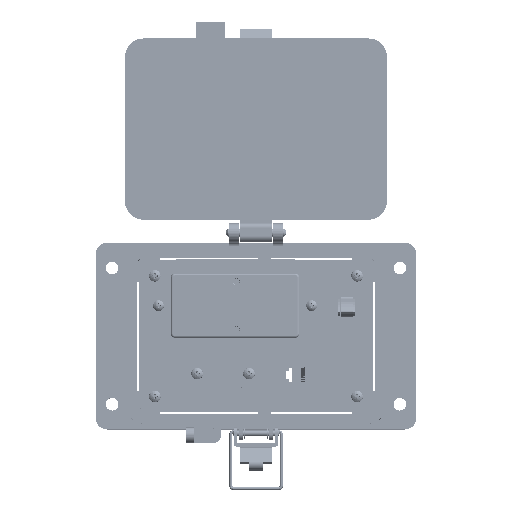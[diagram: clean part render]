
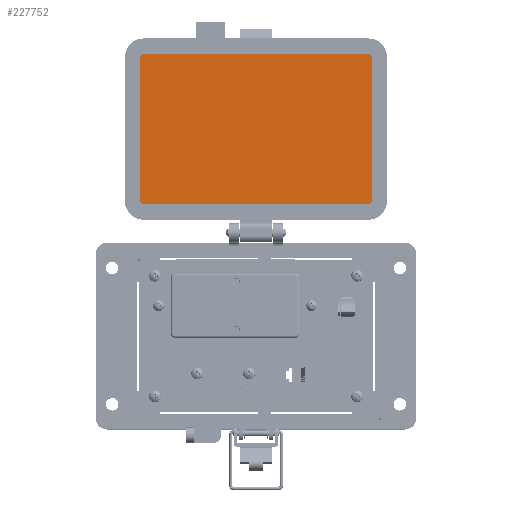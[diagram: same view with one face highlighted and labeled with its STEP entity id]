
A CAD part, top view. The second image highlights one B-rep face of the part: STEP entity #227752.
In plain terms, the highlighted planar face has unit normal (0, 0, 1).
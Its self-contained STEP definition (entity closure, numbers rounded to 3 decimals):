
#537 = VERTEX_POINT ( 'NONE', #89756 ) ;
#2780 = AXIS2_PLACEMENT_3D ( 'NONE', #163303, #5992, #84616 ) ;
#5198 = CARTESIAN_POINT ( 'NONE',  ( -57.72, 145.119, 8.694 ) ) ;
#5992 = DIRECTION ( 'NONE',  ( 0., 0., -1. ) ) ;
#7160 = VERTEX_POINT ( 'NONE', #124577 ) ;
#7466 = ORIENTED_EDGE ( 'NONE', *, *, #29451, .F. ) ;
#11313 = EDGE_CURVE ( 'NONE', #7160, #100657, #249703, .T. ) ;
#13235 = DIRECTION ( 'NONE',  ( 0., 0., 1. ) ) ;
#28542 = VECTOR ( 'NONE', #45922, 1000. ) ;
#28823 = LINE ( 'NONE', #149922, #193250 ) ;
#29451 = EDGE_CURVE ( 'NONE', #66125, #52344, #186374, .T. ) ;
#29854 = DIRECTION ( 'NONE',  ( 0., 0., -1. ) ) ;
#33727 = CARTESIAN_POINT ( 'NONE',  ( -59.505, 143.334, 8.694 ) ) ;
#33983 = VERTEX_POINT ( 'NONE', #70750 ) ;
#45922 = DIRECTION ( 'NONE',  ( 1., 0., 0. ) ) ;
#47841 = DIRECTION ( 'NONE',  ( -1., 0., 0. ) ) ;
#50439 = DIRECTION ( 'NONE',  ( 0., -1., 0. ) ) ;
#52344 = VERTEX_POINT ( 'NONE', #158053 ) ;
#53051 = DIRECTION ( 'NONE',  ( 0., 1., 0. ) ) ;
#66125 = VERTEX_POINT ( 'NONE', #5198 ) ;
#69629 = CIRCLE ( 'NONE', #77878, 1.785 ) ;
#69682 = EDGE_CURVE ( 'NONE', #52344, #236807, #130341, .T. ) ;
#70750 = CARTESIAN_POINT ( 'NONE',  ( -59.505, 69.55, 8.694 ) ) ;
#72409 = LINE ( 'NONE', #33727, #224794 ) ;
#73245 = AXIS2_PLACEMENT_3D ( 'NONE', #90592, #13235, #247871 ) ;
#77435 = EDGE_CURVE ( 'NONE', #236807, #7160, #28823, .T. ) ;
#77878 = AXIS2_PLACEMENT_3D ( 'NONE', #134464, #251767, #157622 ) ;
#79095 = CARTESIAN_POINT ( 'NONE',  ( 59.502, 143.334, 8.694 ) ) ;
#81679 = DIRECTION ( 'NONE',  ( 0., -1., 0. ) ) ;
#84616 = DIRECTION ( 'NONE',  ( 0., -1., 0. ) ) ;
#85351 = EDGE_CURVE ( 'NONE', #162512, #66125, #157135, .T. ) ;
#89756 = CARTESIAN_POINT ( 'NONE',  ( -57.72, 67.765, 8.694 ) ) ;
#90592 = CARTESIAN_POINT ( 'NONE',  ( -30.745, 145.119, 8.694 ) ) ;
#92774 = VECTOR ( 'NONE', #47841, 1000. ) ;
#100657 = VERTEX_POINT ( 'NONE', #160695 ) ;
#101640 = AXIS2_PLACEMENT_3D ( 'NONE', #225828, #29854, #50439 ) ;
#107439 = DIRECTION ( 'NONE',  ( 0., -1., 0. ) ) ;
#108408 = LINE ( 'NONE', #202596, #92774 ) ;
#111842 = AXIS2_PLACEMENT_3D ( 'NONE', #115231, #137134, #81679 ) ;
#112439 = FACE_OUTER_BOUND ( 'NONE', #167241, .T. ) ;
#114531 = ORIENTED_EDGE ( 'NONE', *, *, #85351, .F. ) ;
#115231 = CARTESIAN_POINT ( 'NONE',  ( -57.72, 143.334, 8.694 ) ) ;
#124577 = CARTESIAN_POINT ( 'NONE',  ( 59.502, 69.55, 8.694 ) ) ;
#130341 = CIRCLE ( 'NONE', #101640, 1.785 ) ;
#134464 = CARTESIAN_POINT ( 'NONE',  ( -57.72, 69.55, 8.694 ) ) ;
#137134 = DIRECTION ( 'NONE',  ( 0., 0., -1. ) ) ;
#140042 = ORIENTED_EDGE ( 'NONE', *, *, #243826, .F. ) ;
#149922 = CARTESIAN_POINT ( 'NONE',  ( 59.502, 69.55, 8.694 ) ) ;
#152443 = PLANE ( 'NONE',  #73245 ) ;
#157135 = CIRCLE ( 'NONE', #111842, 1.785 ) ;
#157622 = DIRECTION ( 'NONE',  ( 0., -1., 0. ) ) ;
#157796 = ORIENTED_EDGE ( 'NONE', *, *, #158522, .F. ) ;
#158053 = CARTESIAN_POINT ( 'NONE',  ( 57.717, 145.119, 8.694 ) ) ;
#158522 = EDGE_CURVE ( 'NONE', #33983, #162512, #72409, .T. ) ;
#160695 = CARTESIAN_POINT ( 'NONE',  ( 57.717, 67.765, 8.694 ) ) ;
#162512 = VERTEX_POINT ( 'NONE', #218491 ) ;
#163303 = CARTESIAN_POINT ( 'NONE',  ( 57.717, 69.55, 8.694 ) ) ;
#163690 = EDGE_CURVE ( 'NONE', #537, #33983, #69629, .T. ) ;
#167241 = EDGE_LOOP ( 'NONE', ( #114531, #157796, #214366, #140042, #212369, #209552, #243748, #7466 ) ) ;
#186374 = LINE ( 'NONE', #241911, #28542 ) ;
#193250 = VECTOR ( 'NONE', #107439, 1000. ) ;
#202596 = CARTESIAN_POINT ( 'NONE',  ( -57.72, 67.765, 8.694 ) ) ;
#209552 = ORIENTED_EDGE ( 'NONE', *, *, #77435, .F. ) ;
#212369 = ORIENTED_EDGE ( 'NONE', *, *, #11313, .F. ) ;
#214366 = ORIENTED_EDGE ( 'NONE', *, *, #163690, .F. ) ;
#218491 = CARTESIAN_POINT ( 'NONE',  ( -59.505, 143.334, 8.694 ) ) ;
#224794 = VECTOR ( 'NONE', #53051, 1000. ) ;
#225828 = CARTESIAN_POINT ( 'NONE',  ( 57.717, 143.334, 8.694 ) ) ;
#227752 = ADVANCED_FACE ( 'NONE', ( #112439 ), #152443, .T. ) ;
#236807 = VERTEX_POINT ( 'NONE', #79095 ) ;
#241911 = CARTESIAN_POINT ( 'NONE',  ( 57.717, 145.119, 8.694 ) ) ;
#243748 = ORIENTED_EDGE ( 'NONE', *, *, #69682, .F. ) ;
#243826 = EDGE_CURVE ( 'NONE', #100657, #537, #108408, .T. ) ;
#247871 = DIRECTION ( 'NONE',  ( 0., -1., 0. ) ) ;
#249703 = CIRCLE ( 'NONE', #2780, 1.785 ) ;
#251767 = DIRECTION ( 'NONE',  ( 0., 0., -1. ) ) ;
